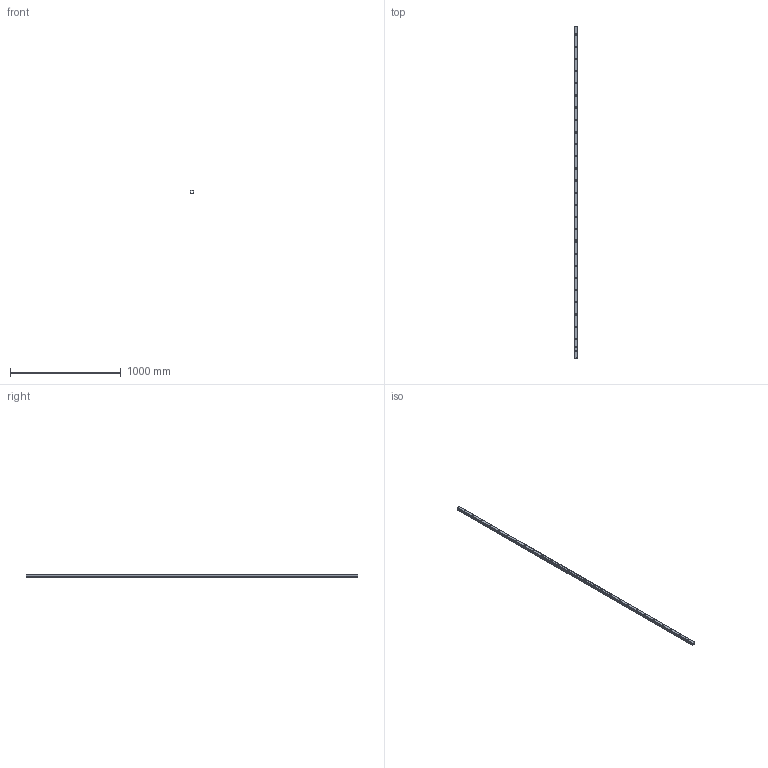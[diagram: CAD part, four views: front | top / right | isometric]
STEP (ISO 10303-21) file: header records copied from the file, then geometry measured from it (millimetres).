
FILE_DESCRIPTION(/* description */ (''),/* implementation_level */ '2;1');
FILE_NAME(/* name */ 'Rails HERCULE.stp',/* time_stamp */ '2019-08-13T12:00:42+02:00',/* author */ ('Giuliano'),/* organization */ (''),/* preprocessor_version */ 'ST-DEVELOPER v17.2',/* originating_system */ 'Autodesk Inventor 2019',/* authorisation */ '');
FILE_SCHEMA (('AUTOMOTIVE_DESIGN { 1 0 10303 214 3 1 1 }'));
Length unit declared in the file: millimetre
Products named in the file (1): 9010XA2_600
Bounding box: 30 x 3000 x 28 mm (x, y, z)
Volume: 409961.6 mm3; surface area: 557172.8 mm2
Topology: 1 solids, 1 shells, 171 faces, 509 edges, 340 vertices
Faces by surface type: plane 73, cylinder 71, cone 27
Full cylindrical faces by diameter (mm): 6.647 x2
Entity records: 5893 total; most frequent: CARTESIAN_POINT 1129, ORIENTED_EDGE 1018, DIRECTION 970, EDGE_CURVE 509, AXIS2_PLACEMENT_3D 343, VERTEX_POINT 340, LINE 284, VECTOR 284
